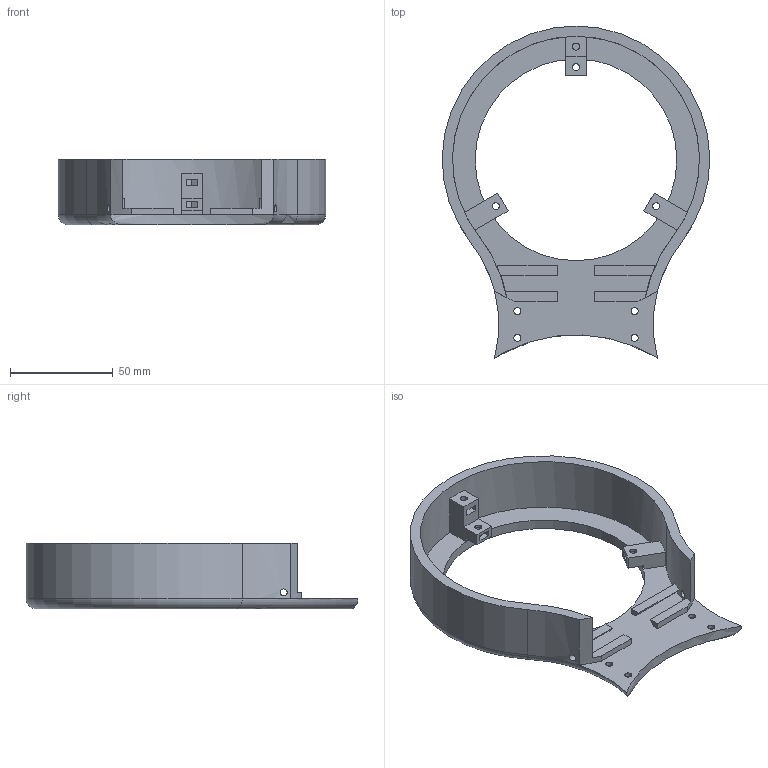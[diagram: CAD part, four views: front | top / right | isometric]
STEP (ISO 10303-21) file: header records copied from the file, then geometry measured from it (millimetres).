
FILE_DESCRIPTION(('FreeCAD Model'),'2;1');
FILE_NAME('Open CASCADE Shape Model','2021-08-02T22:17:21',('Author'),( ''),'Open CASCADE STEP processor 7.5','FreeCAD','Unknown');
FILE_SCHEMA(('AUTOMOTIVE_DESIGN { 1 0 10303 214 1 1 1 1 }'));
Length unit declared in the file: millimetre
Products named in the file (1): Art2BodyA_Splitted_B
Bounding box: 129.96 x 161.27 x 32 mm (x, y, z)
Volume: 88489 mm3; surface area: 41089.5 mm2
Topology: 1 solids, 1 shells, 105 faces, 274 edges, 181 vertices
Faces by surface type: plane 72, cylinder 30, torus 3
Full cylindrical faces by diameter (mm): 3.4 x14, 5.9 x4, 8.4 x2, 98 x1
Entity records: 7645 total; most frequent: CARTESIAN_POINT 2017, DIRECTION 1067, LINE 633, VECTOR 633, ORIENTED_EDGE 548, PCURVE 548, DEFINITIONAL_REPRESENTATION 548, EDGE_CURVE 274
